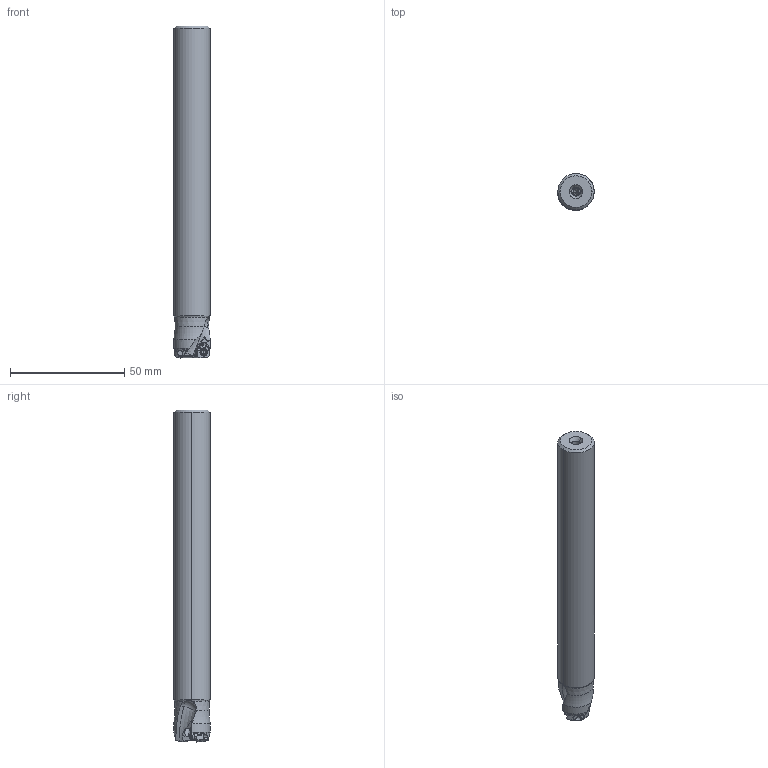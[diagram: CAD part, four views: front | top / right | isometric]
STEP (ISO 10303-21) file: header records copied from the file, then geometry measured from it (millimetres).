
FILE_DESCRIPTION(/* description */ (''),/* implementation_level */ '2;1');
FILE_NAME(/* name */ 'AJXU06R112SA10L.stp',/* time_stamp */ '2021-09-08T11:49:06+09:00',/* author */ (''),/* organization */ (''),/* preprocessor_version */ 'ST-DEVELOPER v16',/* originating_system */ 'SIEMENS PLM Software NX 10.0',/* authorisation */ '');
FILE_SCHEMA (('AUTOMOTIVE_DESIGN { 1 0 10303 214 3 1 1 1 }'));
Length unit declared in the file: millimetre
Products named in the file (1): AJXU06R112SA10L_ASM
Bounding box: 16 x 16 x 145.45 mm (x, y, z)
Volume: 25828.1 mm3; surface area: 9499.8 mm2
Topology: 3 solids, 3 shells, 226 faces, 691 edges, 476 vertices
Faces by surface type: cylinder 90, plane 58, cone 48, torus 18, bspline 6, sphere 6
Entity records: 11018 total; most frequent: CARTESIAN_POINT 4849, ORIENTED_EDGE 1354, DIRECTION 1176, EDGE_CURVE 677, AXIS2_PLACEMENT_3D 484, VERTEX_POINT 456, EDGE_LOOP 233, B_SPLINE_CURVE_WITH_KNOTS 227
